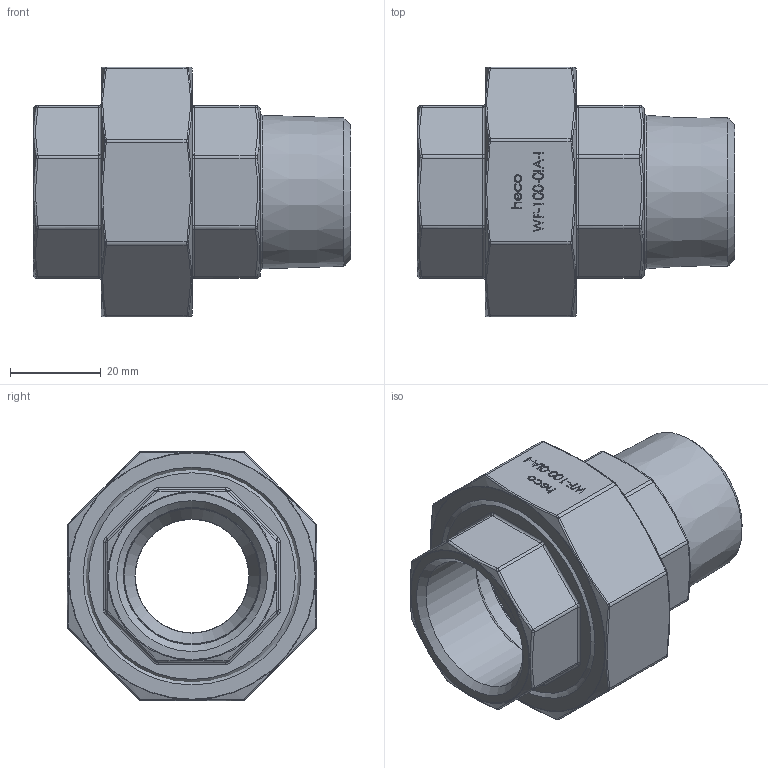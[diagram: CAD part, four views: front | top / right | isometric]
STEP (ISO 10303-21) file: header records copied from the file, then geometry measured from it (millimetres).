
FILE_DESCRIPTION (( 'STEP AP214' ), '1' );
FILE_NAME ('VK-100-0IA-I Verschraubung konisch 2202.STEP', '2022-02-03T13:39:33', ( '' ), ( '' ), 'SwSTEP 2.0', 'SolidWorks 2019', '' );
FILE_SCHEMA (( 'AUTOMOTIVE_DESIGN' ));
Length unit declared in the file: millimetre
Products named in the file (1): VK-100-0IA-I Verschraubung konisch 2202
Bounding box: 70 x 55 x 55.04 mm (x, y, z)
Volume: 55856.6 mm3; surface area: 27292 mm2
Topology: 3 solids, 3 shells, 387 faces, 915 edges, 571 vertices
Faces by surface type: plane 148, bspline 126, cylinder 50, torus 48, cone 15
Full cylindrical faces by diameter (mm): 25 x1, 30 x1, 30.289 x1, 34 x2, 42 x1, 42.5 x1, 45.5 x1, 45.84 x1, 48 x1
Entity records: 20078 total; most frequent: CARTESIAN_POINT 7979, ORIENTED_EDGE 1696, DIRECTION 1323, EDGE_CURVE 848, VERTEX_POINT 553, AXIS2_PLACEMENT_3D 481, EDGE_LOOP 479, FACE_OUTER_BOUND 421
